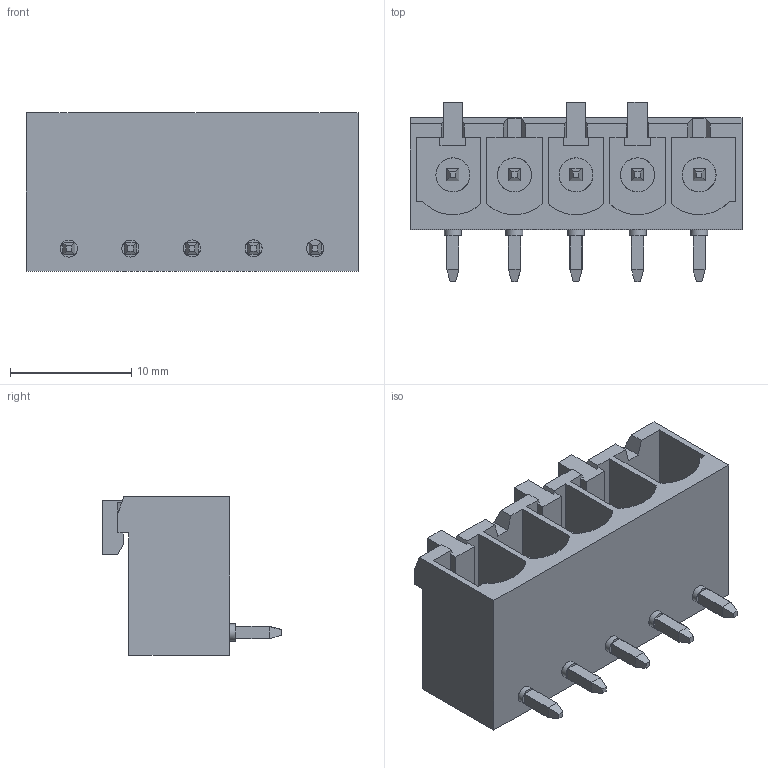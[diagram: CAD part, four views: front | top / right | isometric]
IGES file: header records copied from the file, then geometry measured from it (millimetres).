
Global section: file name: 0935_PP_PowerL_Stifttraeger_gewinkelt.igs; preprocessor: I-DEAS 3D IGES Translator 13; date: 20091126.142351; units: millimetre
Bounding box: 27.4 x 14.77 x 13.1 mm (x, y, z)
Volume: 1933.2 mm3; surface area: 2658.3 mm2
Topology: 1 solids, 1 shells, 252 faces, 635 edges, 394 vertices
Faces by surface type: bspline 252
